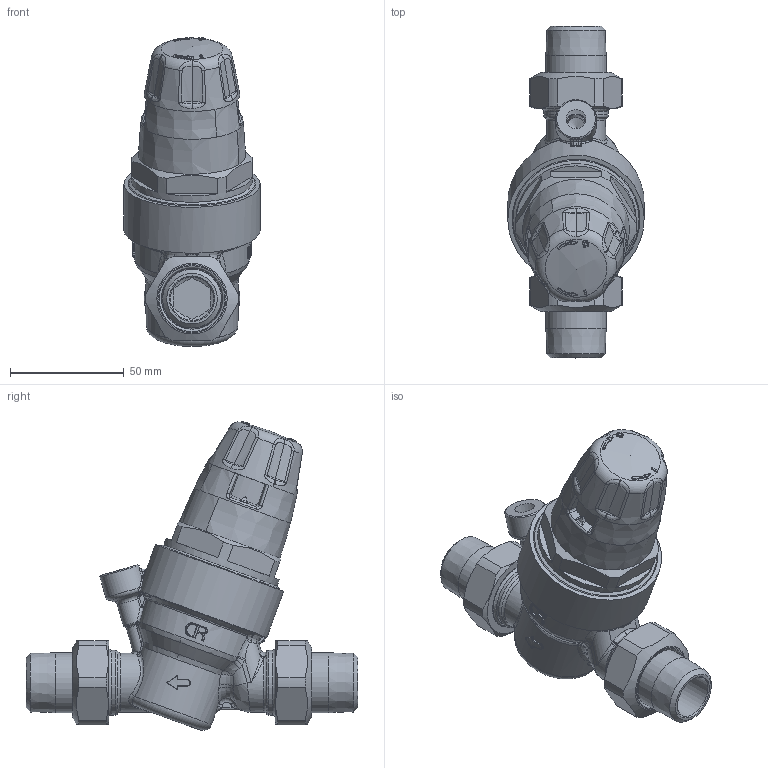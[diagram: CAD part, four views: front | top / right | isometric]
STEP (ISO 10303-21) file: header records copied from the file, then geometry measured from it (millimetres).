
FILE_DESCRIPTION(/* description */ (''),/* implementation_level */ '2;1');
FILE_NAME(/* name */ '535350HA_Simplify_1.stp',/* time_stamp */ '2025-08-18T15:58:16-05:00',/* author */ ('ischreiner'),/* organization */ (''),/* preprocessor_version */ 'ST-DEVELOPER v20',/* originating_system */ 'Autodesk Inventor 2025',/* authorisation */ '');
FILE_SCHEMA (('AUTOMOTIVE_DESIGN { 1 0 10303 214 3 1 1 }'));
Products named in the file (1): 535350HA_Simplify_1
Bounding box: 59.99 x 146 x 135.88 mm (x, y, z)
Volume: 298064.6 mm3; surface area: 48253 mm2
Topology: 5 solids, 5 shells, 844 faces, 2127 edges, 1285 vertices
Faces by surface type: bspline 330, cylinder 188, plane 169, torus 74, cone 44, sphere 39
Full cylindrical faces by diameter (mm): 7.95 x1, 18 x1, 19 x2, 26 x1, 26.5 x2, 26.924 x2, 28.5 x2, 30 x2, 30.302 x2, 33.1 x2, 53 x1, 60 x1
Entity records: 48147 total; most frequent: CARTESIAN_POINT 28883, ORIENTED_EDGE 4198, DIRECTION 3415, EDGE_CURVE 2099, AXIS2_PLACEMENT_3D 1496, VERTEX_POINT 1285, EDGE_LOOP 872, STYLED_ITEM 849
